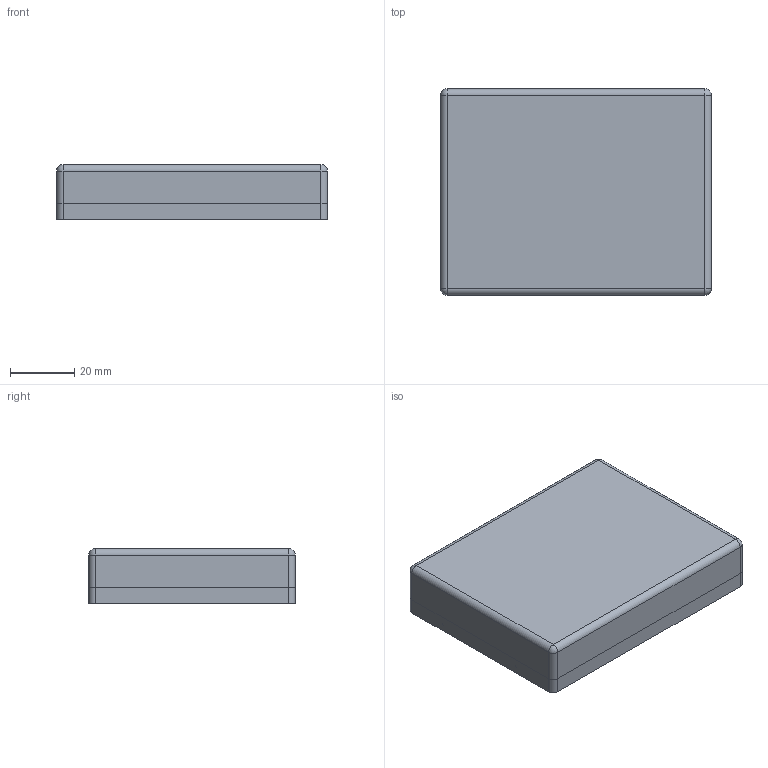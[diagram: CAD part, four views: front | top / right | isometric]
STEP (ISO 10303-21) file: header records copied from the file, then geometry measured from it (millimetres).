
FILE_DESCRIPTION(('FreeCAD Model'),'2;1');
FILE_NAME('top.step','2017-04-05T09:55:48',('Author'),(''), 'Open CASCADE STEP processor 6.8','FreeCAD','Unknown');
FILE_SCHEMA(('AUTOMOTIVE_DESIGN_CC2 { 1 2 10303 214 -1 1 5 4 }'));
Length unit declared in the file: millimetre
Products named in the file (2): ASSEMBLY; TopWithIndents
Assembly tree (1 placements, depth 2):
  ASSEMBLY
    TopWithIndents
Bounding box: 84 x 64 x 17 mm (x, y, z)
Volume: 17660.8 mm3; surface area: 19709.8 mm2
Topology: 1 solids, 1 shells, 44 faces, 104 edges, 60 vertices
Faces by surface type: plane 20, cylinder 16, sphere 8
Entity records: 2631 total; most frequent: CARTESIAN_POINT 578, DIRECTION 400, LINE 224, VECTOR 224, ORIENTED_EDGE 192, PCURVE 192, DEFINITIONAL_REPRESENTATION 192, EDGE_CURVE 96
